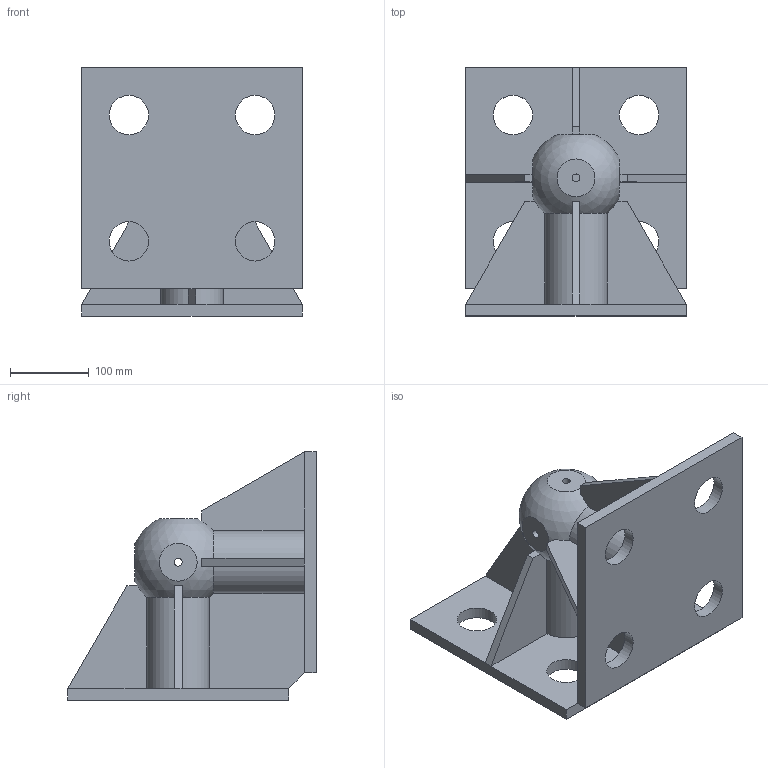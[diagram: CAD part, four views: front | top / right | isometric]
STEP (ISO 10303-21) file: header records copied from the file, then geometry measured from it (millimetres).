
FILE_DESCRIPTION(/* description */ (''),/* implementation_level */ '2;1');
FILE_NAME(/* name */ '_model5.stp',/* time_stamp */ '2021-09-16T09:11:42+08:00',/* author */ (''),/* organization */ (''),/* preprocessor_version */ 'ST-DEVELOPER v16.7',/* originating_system */ 'SIEMENS PLM Software NX 12.0',/* authorisation */ '');
FILE_SCHEMA (('AUTOMOTIVE_DESIGN { 1 0 10303 214 3 1 1 1 }'));
Length unit declared in the file: millimetre
Products named in the file (1): _model5
Bounding box: 280 x 315 x 315 mm (x, y, z)
Volume: 3604767.8 mm3; surface area: 616688.6 mm2
Topology: 1 solids, 3 shells, 85 faces, 208 edges, 138 vertices
Faces by surface type: plane 59, cylinder 22, sphere 4
Full cylindrical faces by diameter (mm): 10 x4, 50 x8, 60 x2
Entity records: 2406 total; most frequent: DIRECTION 428, CARTESIAN_POINT 394, ORIENTED_EDGE 360, EDGE_CURVE 180, AXIS2_PLACEMENT_3D 162, EDGE_LOOP 134, VERTEX_POINT 128, LINE 104
